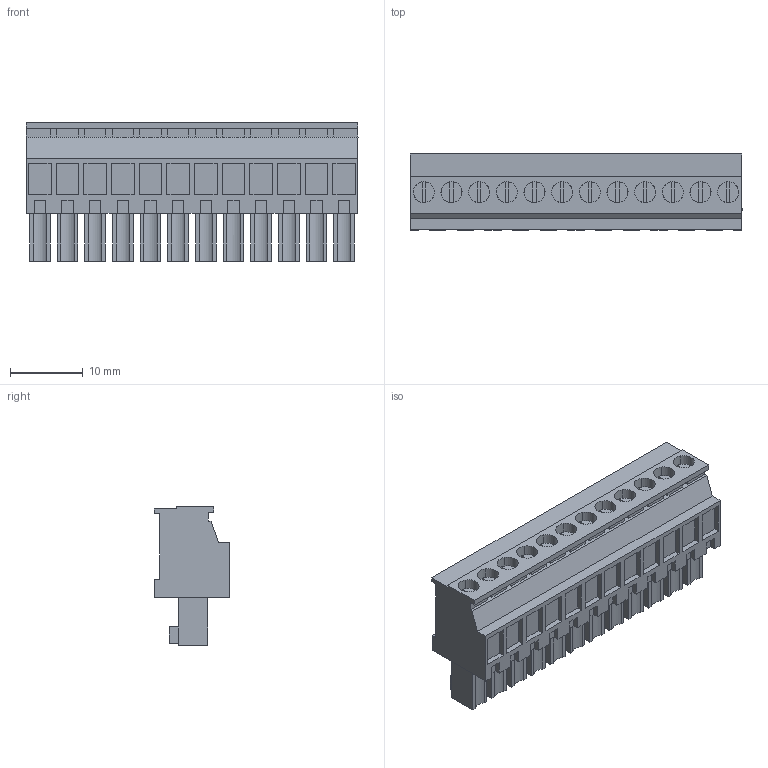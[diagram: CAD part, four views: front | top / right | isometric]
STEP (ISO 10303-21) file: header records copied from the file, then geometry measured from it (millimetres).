
FILE_DESCRIPTION(('CATIA V5 STEP Exchange','CAx-IF Rec.Pracs.--- Model Styling and Organization---1.2---2011-12-15'),'2;1');
FILE_NAME ('D1456463_0_1798990000_1798990000.stp','2017-04-12T10:51:23+00:00',('none'),('Weidmueller'),'CATIA Version 5-6 Release 2014','CATIA V5 STEP AP214','none');
FILE_SCHEMA(('AUTOMOTIVE_DESIGN { 1 0 10303 214 1 1 1 1 }'));
Length unit declared in the file: millimetre
Products named in the file (1): 1798990000
Bounding box: 45.72 x 10.45 x 19.1 mm (x, y, z)
Volume: 5648.9 mm3; surface area: 4501 mm2
Topology: 13 solids, 13 shells, 536 faces, 1388 edges, 940 vertices
Faces by surface type: plane 448, cylinder 88
Entity records: 15136 total; most frequent: CARTESIAN_POINT 2805, ORIENTED_EDGE 2776, DIRECTION 2018, EDGE_CURVE 1388, VECTOR 1164, LINE 1164, VERTEX_POINT 940, EDGE_LOOP 598
